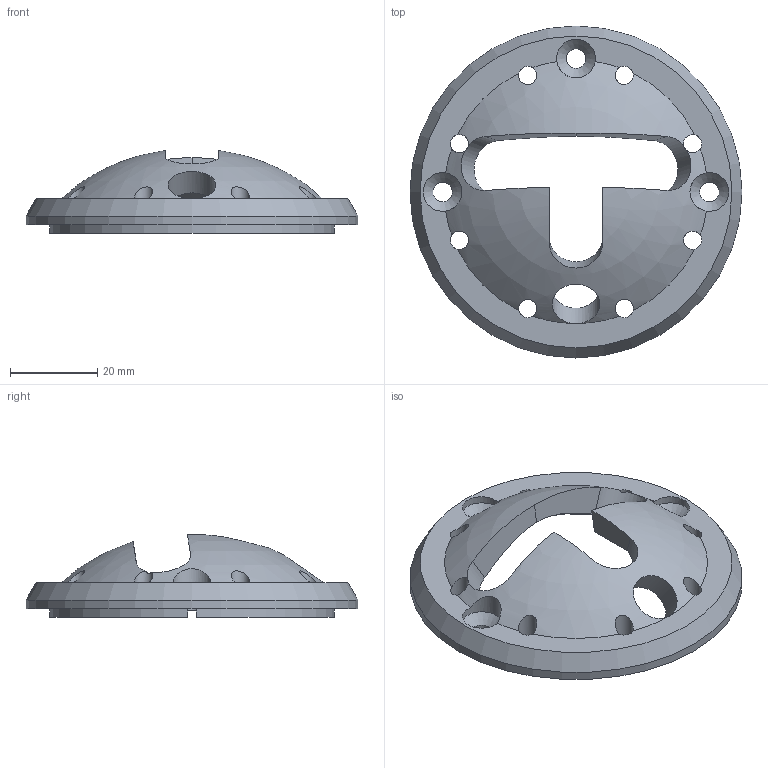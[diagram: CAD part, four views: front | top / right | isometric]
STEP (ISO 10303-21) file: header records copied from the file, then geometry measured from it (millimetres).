
FILE_DESCRIPTION(/* description */ (''),/* implementation_level */ '2;1');
FILE_NAME(/* name */ 'IndexBomag.step',/* time_stamp */ '2024-11-15T19:32:00+01:00',/* author */ (''),/* organization */ (''),/* preprocessor_version */ 'ST-DEVELOPER v20',/* originating_system */ 'Autodesk Translation Framework v13.20.0.188',/* authorisation */ '');
FILE_SCHEMA (('AUTOMOTIVE_DESIGN { 1 0 10303 214 3 1 1 }'));
Length unit declared in the file: millimetre
Products named in the file (1): Index Bomag
Bounding box: 76.3 x 76.3 x 19.07 mm (x, y, z)
Volume: 22866.4 mm3; surface area: 11565.4 mm2
Topology: 1 solids, 1 shells, 42 faces, 182 edges, 119 vertices
Faces by surface type: cylinder 22, plane 13, cone 5, sphere 2
Full cylindrical faces by diameter (mm): 4.2 x8, 4.5 x3, 8.9 x3, 11 x1, 76.3 x1
Entity records: 2597 total; most frequent: CARTESIAN_POINT 1069, ORIENTED_EDGE 364, DIRECTION 304, EDGE_CURVE 182, AXIS2_PLACEMENT_3D 132, VERTEX_POINT 119, CIRCLE 88, B_SPLINE_CURVE_WITH_KNOTS 47
